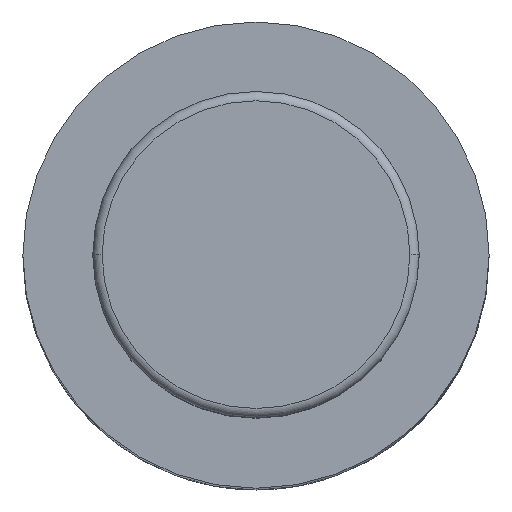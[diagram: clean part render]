
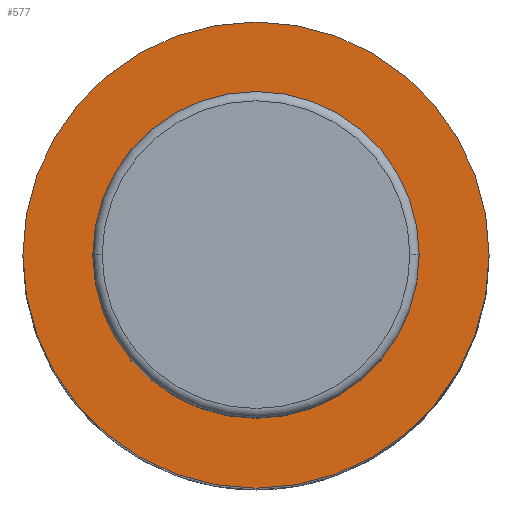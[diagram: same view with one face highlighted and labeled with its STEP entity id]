
A CAD part, top view. The second image highlights one B-rep face of the part: STEP entity #577.
In plain terms, the highlighted planar face has unit normal (0, 0, 1).
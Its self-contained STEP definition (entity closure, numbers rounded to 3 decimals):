
#63 = DIRECTION ( 'NONE',  ( -1., 0., 0. ) ) ;
#111 = CARTESIAN_POINT ( 'NONE',  ( 0., 0., 107. ) ) ;
#204 = CIRCLE ( 'NONE', #1305, 25. ) ;
#299 = DIRECTION ( 'NONE',  ( -1., 0., 0. ) ) ;
#389 = CIRCLE ( 'NONE', #1766, 25. ) ;
#429 = CIRCLE ( 'NONE', #1352, 17.5 ) ;
#435 = ORIENTED_EDGE ( 'NONE', *, *, #2223, .F. ) ;
#513 = PLANE ( 'NONE',  #1981 ) ;
#533 = CARTESIAN_POINT ( 'NONE',  ( -17.5, 0., 107. ) ) ;
#543 = ORIENTED_EDGE ( 'NONE', *, *, #1065, .F. ) ;
#577 = ADVANCED_FACE ( 'NONE', ( #1410, #982 ), #513, .T. ) ;
#623 = AXIS2_PLACEMENT_3D ( 'NONE', #111, #1392, #299 ) ;
#699 = DIRECTION ( 'NONE',  ( 0., 0., 1. ) ) ;
#704 = EDGE_CURVE ( 'NONE', #959, #1382, #1191, .T. ) ;
#749 = VERTEX_POINT ( 'NONE', #1049 ) ;
#827 = CARTESIAN_POINT ( 'NONE',  ( 0., 0., 107. ) ) ;
#927 = CARTESIAN_POINT ( 'NONE',  ( 0., 0., 107. ) ) ;
#959 = VERTEX_POINT ( 'NONE', #1301 ) ;
#982 = FACE_OUTER_BOUND ( 'NONE', #1082, .T. ) ;
#1015 = DIRECTION ( 'NONE',  ( -1., 0., 0. ) ) ;
#1049 = CARTESIAN_POINT ( 'NONE',  ( -25., 0., 107. ) ) ;
#1059 = CARTESIAN_POINT ( 'NONE',  ( -17.5, 0., 107. ) ) ;
#1065 = EDGE_CURVE ( 'NONE', #2274, #749, #389, .T. ) ;
#1082 = EDGE_LOOP ( 'NONE', ( #435, #543 ) ) ;
#1112 = DIRECTION ( 'NONE',  ( -1., 0., 0. ) ) ;
#1158 = DIRECTION ( 'NONE',  ( 0., 0., -1. ) ) ;
#1191 = CIRCLE ( 'NONE', #623, 17.5 ) ;
#1301 = CARTESIAN_POINT ( 'NONE',  ( 17.5, 0., 107. ) ) ;
#1305 = AXIS2_PLACEMENT_3D ( 'NONE', #2213, #1158, #63 ) ;
#1352 = AXIS2_PLACEMENT_3D ( 'NONE', #927, #2163, #1112 ) ;
#1382 = VERTEX_POINT ( 'NONE', #533 ) ;
#1392 = DIRECTION ( 'NONE',  ( 0., 0., -1. ) ) ;
#1410 = FACE_BOUND ( 'NONE', #2017, .T. ) ;
#1766 = AXIS2_PLACEMENT_3D ( 'NONE', #827, #2080, #1015 ) ;
#1867 = CARTESIAN_POINT ( 'NONE',  ( 25., 0., 107. ) ) ;
#1947 = ORIENTED_EDGE ( 'NONE', *, *, #2102, .T. ) ;
#1953 = DIRECTION ( 'NONE',  ( 1., 0., 0. ) ) ;
#1981 = AXIS2_PLACEMENT_3D ( 'NONE', #1059, #699, #1953 ) ;
#2016 = ORIENTED_EDGE ( 'NONE', *, *, #704, .T. ) ;
#2017 = EDGE_LOOP ( 'NONE', ( #1947, #2016 ) ) ;
#2080 = DIRECTION ( 'NONE',  ( 0., 0., -1. ) ) ;
#2102 = EDGE_CURVE ( 'NONE', #1382, #959, #429, .T. ) ;
#2163 = DIRECTION ( 'NONE',  ( 0., 0., -1. ) ) ;
#2213 = CARTESIAN_POINT ( 'NONE',  ( 0., 0., 107. ) ) ;
#2223 = EDGE_CURVE ( 'NONE', #749, #2274, #204, .T. ) ;
#2274 = VERTEX_POINT ( 'NONE', #1867 ) ;
